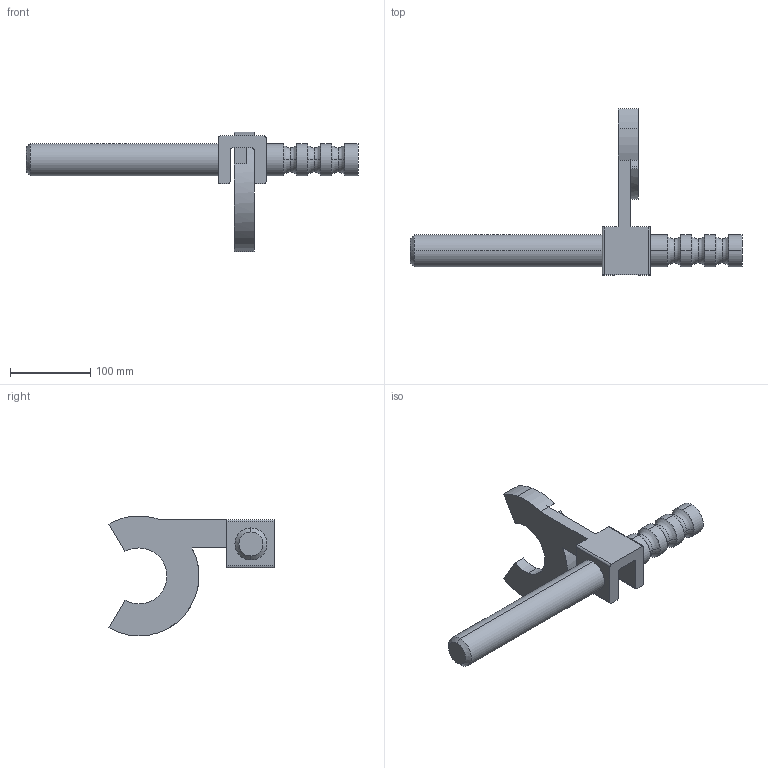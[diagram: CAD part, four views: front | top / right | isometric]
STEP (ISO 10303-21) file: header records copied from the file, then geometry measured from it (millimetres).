
FILE_DESCRIPTION(('produced by SPATIAL CORP'),'2;1');
FILE_NAME( 'shift_rod_r_l.prt.hh.sat.stp','2002-04-19T14:13:30+00:00',('SPATIAL CORP'),('SPATIAL CORP'), 'ACIS STEP Husk','http://www.spatial.com','SPATIAL CORP');
FILE_SCHEMA(('CONFIG_CONTROL_DESIGN'));
Length unit declared in the file: millimetre
Products named in the file (1): PRODUCT_ID_1
Bounding box: 415 x 207.5 x 149.94 mm (x, y, z)
Volume: 741716.4 mm3; surface area: 105876.7 mm2
Topology: 1 solids, 1 shells, 66 faces, 175 edges, 113 vertices
Faces by surface type: cylinder 29, plane 23, torus 12, cone 2
Entity records: 2017 total; most frequent: ORIENTED_EDGE 350, DIRECTION 338, CARTESIAN_POINT 324, EDGE_CURVE 175, AXIS2_PLACEMENT_3D 127, VERTEX_POINT 113, VECTOR 84, LINE 84
